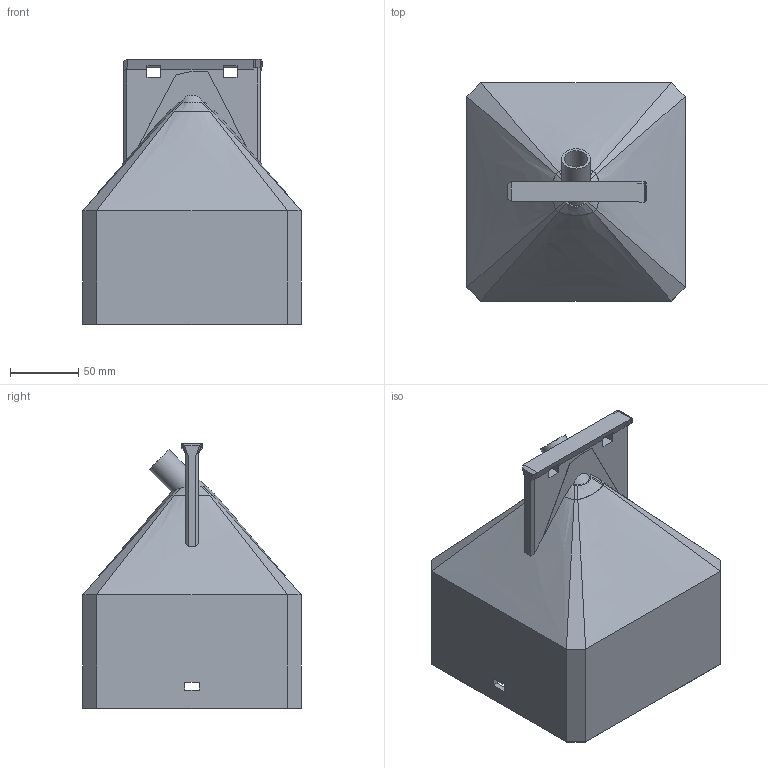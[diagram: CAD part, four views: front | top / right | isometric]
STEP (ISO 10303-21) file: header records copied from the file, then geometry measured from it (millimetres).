
FILE_DESCRIPTION(/* description */ ('','CAx-IF Rec.Pracs.---Representation and Presentation of Product Manufacturing Information (PMI)---4.0---2014-10-13'),/* implementation_level */ '2;1');
FILE_NAME(/* name */ '2.5kg-Pellet-Storage-Hopper.step',/* time_stamp */ '2024-12-08T16:17:48+01:00',/* author */ (''),/* organization */ (''),/* preprocessor_version */ 'ST-DEVELOPER v20',/* originating_system */ 'Autodesk Translation Framework v13.20.0.188',/* authorisation */ '');
FILE_SCHEMA (('AP242_MANAGED_MODEL_BASED_3D_ENGINEERING_MIM_LF { 1 0 10303 442 1 1 4 }'));
Length unit declared in the file: millimetre
Products named in the file (1): Adapter Datei Gehäuse V5
Bounding box: 160 x 160 x 194.42 mm (x, y, z)
Volume: 327223 mm3; surface area: 188676.2 mm2
Topology: 1 solids, 1 shells, 166 faces, 460 edges, 293 vertices
Faces by surface type: plane 109, bspline 50, cylinder 7
Full cylindrical faces by diameter (mm): 17 x1, 21 x1
Entity records: 7254 total; most frequent: CARTESIAN_POINT 3329, ORIENTED_EDGE 920, DIRECTION 614, EDGE_CURVE 460, LINE 298, VECTOR 298, VERTEX_POINT 293, EDGE_LOOP 173
